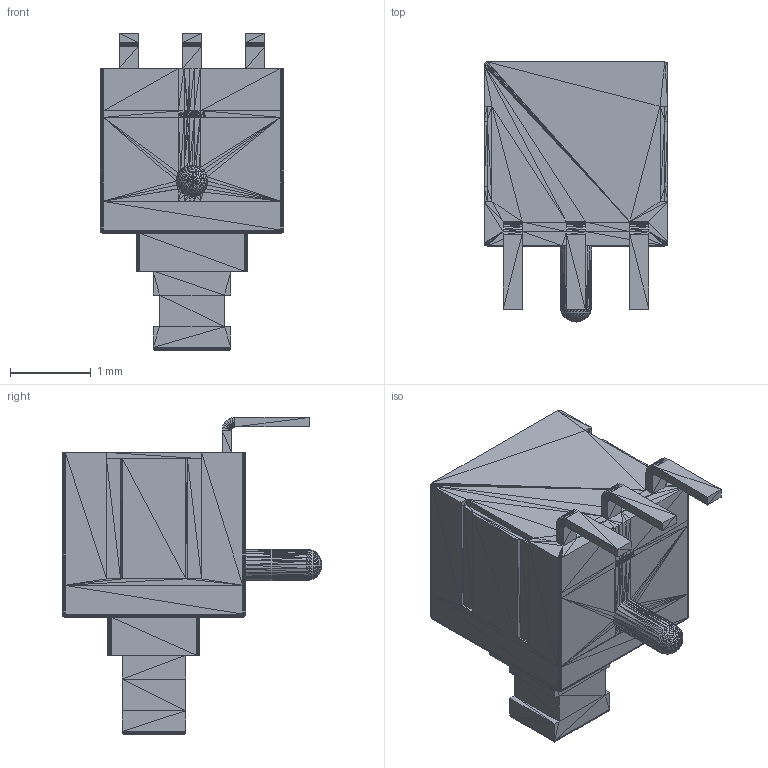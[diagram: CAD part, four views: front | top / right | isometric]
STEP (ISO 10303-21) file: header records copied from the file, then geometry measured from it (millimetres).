
FILE_DESCRIPTION(('FreeCAD Model'),'2;1');
FILE_NAME('Open CASCADE Shape Model','2023-11-30T14:19:02',(''),(''), 'Open CASCADE STEP processor 7.6','FreeCAD','Unknown');
FILE_SCHEMA(('AUTOMOTIVE_DESIGN { 1 0 10303 214 1 1 1 1 }'));
Length unit declared in the file: millimetre
Products named in the file (1): Switch001
Bounding box: 2.28 x 3.23 x 3.94 mm (x, y, z)
Surface area: 54.1 mm2 (no closed solid volume)
Topology: 0 solids, 4 shells, 2036 faces, 3054 edges, 1026 vertices
Faces by surface type: plane 2036
Entity records: 39781 total; most frequent: DIRECTION 7128, CARTESIAN_POINT 6117, ORIENTED_EDGE 6108, EDGE_CURVE 3054, LINE 3054, VECTOR 3054, AXIS2_PLACEMENT_3D 2037, ADVANCED_FACE 2036
